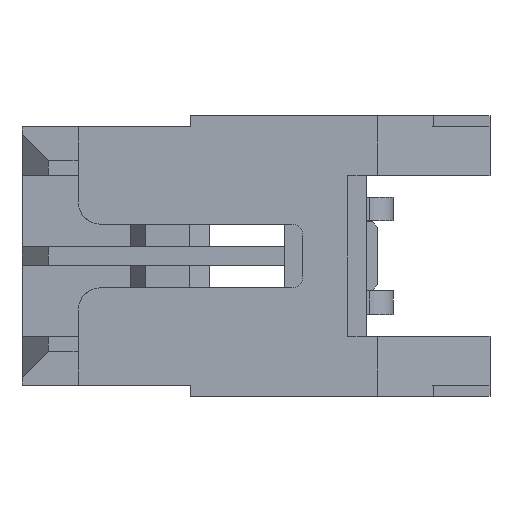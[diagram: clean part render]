
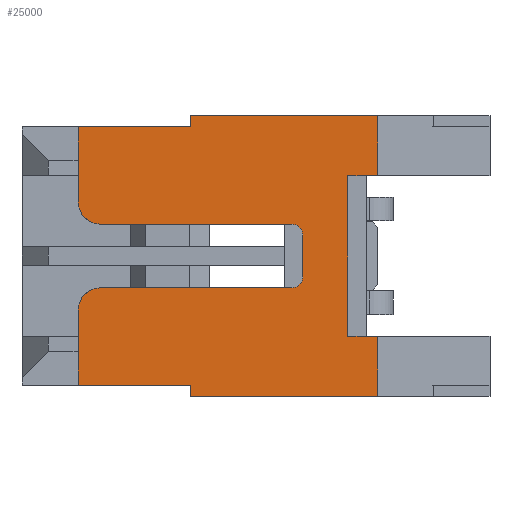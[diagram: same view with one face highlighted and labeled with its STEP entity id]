
A CAD part, left-side view. The second image highlights one B-rep face of the part: STEP entity #25000.
In plain terms, the highlighted planar face has unit normal (-1, 0, 0).
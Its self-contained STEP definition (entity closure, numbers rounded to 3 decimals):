
#6490=CARTESIAN_POINT('',(0.,16.,-10.02));
#6500=DIRECTION('',(-0.,-0.,-1.));
#6510=VECTOR('',#6500,1.);
#6520=LINE('',#6490,#6510);
#6530=CARTESIAN_POINT('',(0.,16.,15.));
#6540=VERTEX_POINT('',#6530);
#6550=CARTESIAN_POINT('',(0.,16.,14.7));
#6560=VERTEX_POINT('',#6550);
#6570=EDGE_CURVE('',#6540,#6560,#6520,.T.);
#7660=CARTESIAN_POINT('',(0.,11.8,20.6));
#7670=VERTEX_POINT('',#7660);
#7700=CARTESIAN_POINT('',(0.,-5.595,20.6));
#7710=DIRECTION('',(0.,1.,0.));
#7720=VECTOR('',#7710,1.);
#7730=LINE('',#7700,#7720);
#7740=CARTESIAN_POINT('',(0.,11.,20.6));
#7750=VERTEX_POINT('',#7740);
#7760=EDGE_CURVE('',#7750,#7670,#7730,.T.);
#13060=CARTESIAN_POINT('',(0.,18.4,17.6));
#13070=VERTEX_POINT('',#13060);
#13100=CARTESIAN_POINT('',(0.,18.4,17.));
#13110=DIRECTION('',(1.,-0.,-0.));
#13120=DIRECTION('',(0.,1.,0.));
#13130=AXIS2_PLACEMENT_3D('',#13100,#13110,#13120);
#13140=CIRCLE('',#13130,0.6);
#13150=CARTESIAN_POINT('',(0.,19.,17.));
#13160=VERTEX_POINT('',#13150);
#13170=EDGE_CURVE('',#13160,#13070,#13140,.T.);
#18210=CARTESIAN_POINT('',(0.,19.,19.9));
#18220=VERTEX_POINT('',#18210);
#18250=CARTESIAN_POINT('',(0.,18.4,19.9));
#18260=DIRECTION('',(-1.,0.,0.));
#18270=DIRECTION('',(0.,1.,0.));
#18280=AXIS2_PLACEMENT_3D('',#18250,#18260,#18270);
#18290=CIRCLE('',#18280,0.6);
#18300=CARTESIAN_POINT('',(0.,18.4,19.3));
#18310=VERTEX_POINT('',#18300);
#18320=EDGE_CURVE('',#18220,#18310,#18290,.T.);
#21620=CARTESIAN_POINT('',(0.,11.8,16.3));
#21630=VERTEX_POINT('',#21620);
#21660=CARTESIAN_POINT('',(0.,11.8,-10.02));
#21670=DIRECTION('',(0.,-0.,1.));
#21680=VECTOR('',#21670,1.);
#21690=LINE('',#21660,#21680);
#21700=EDGE_CURVE('',#21630,#7670,#21690,.T.);
#22010=CARTESIAN_POINT('',(0.,16.,21.9));
#22020=VERTEX_POINT('',#22010);
#22050=CARTESIAN_POINT('',(0.,-5.595,21.9))
;
#22060=DIRECTION('',(0.,1.,-0.));
#22070=VECTOR('',#22060,1.);
#22080=LINE('',#22050,#22070);
#22090=CARTESIAN_POINT('',(0.,19.,21.9));
#22100=VERTEX_POINT('',#22090);
#22110=EDGE_CURVE('',#22020,#22100,#22080,.T.);
#22860=CARTESIAN_POINT('',(0.,11.,22.2));
#22870=VERTEX_POINT('',#22860);
#23010=CARTESIAN_POINT('',(0.,11.,-10.02));
#23020=DIRECTION('',(-0.,0.,-1.));
#23030=VECTOR('',#23020,1.);
#23040=LINE('',#23010,#23030);
#23050=EDGE_CURVE('',#22870,#7750,#23040,.T.);
#23270=CARTESIAN_POINT('',(0.,16.,22.2));
#23280=VERTEX_POINT('',#23270);
#23310=CARTESIAN_POINT('',(0.,16.,-10.02));
#23320=DIRECTION('',(0.,0.,1.));
#23330=VECTOR('',#23320,1.);
#23340=LINE('',#23310,#23330);
#23350=EDGE_CURVE('',#22020,#23280,#23340,.T.);
#23650=CARTESIAN_POINT('',(0.,13.3,17.6));
#23660=VERTEX_POINT('',#23650);
#23690=CARTESIAN_POINT('',(0.,-5.595,17.6))
;
#23700=DIRECTION('',(0.,1.,-0.));
#23710=VECTOR('',#23700,1.);
#23720=LINE('',#23690,#23710);
#23730=EDGE_CURVE('',#23660,#13070,#23720,.T.);
#23980=CARTESIAN_POINT('',(0.,13.,17.9));
#23990=VERTEX_POINT('',#23980);
#24020=CARTESIAN_POINT('',(0.,13.3,17.9));
#24030=DIRECTION('',(1.,-0.,-0.));
#24040=DIRECTION('',(0.,1.,0.));
#24050=AXIS2_PLACEMENT_3D('',#24020,#24030,#24040);
#24060=CIRCLE('',#24050,0.3);
#24070=EDGE_CURVE('',#23990,#23660,#24060,.T.);
#24120=CARTESIAN_POINT('',(0.,19.2,14.512)
);
#24130=DIRECTION('',(-1.,0.,0.));
#24140=DIRECTION('',(0.,1.,0.));
#24150=AXIS2_PLACEMENT_3D('',#24120,#24130,#24140);
#24160=PLANE('',#24150);
#24170=CARTESIAN_POINT('',(0.,-5.595,16.3))
;
#24180=DIRECTION('',(0.,1.,-0.));
#24190=VECTOR('',#24180,1.);
#24200=LINE('',#24170,#24190);
#24210=CARTESIAN_POINT('',(0.,11.,16.3));
#24220=VERTEX_POINT('',#24210);
#24230=EDGE_CURVE('',#24220,#21630,#24200,.T.);
#24240=ORIENTED_EDGE('',*,*,#24230,.T.);
#24250=CARTESIAN_POINT('',(0.,11.,-10.02));
#24260=DIRECTION('',(0.,0.,1.));
#24270=VECTOR('',#24260,1.);
#24280=LINE('',#24250,#24270);
#24290=CARTESIAN_POINT('',(0.,11.,14.7));
#24300=VERTEX_POINT('',#24290);
#24310=EDGE_CURVE('',#24300,#24220,#24280,.T.);
#24320=ORIENTED_EDGE('',*,*,#24310,.T.);
#24330=CARTESIAN_POINT('',(0.,-5.595,14.7))
;
#24340=DIRECTION('',(0.,-1.,-0.));
#24350=VECTOR('',#24340,1.);
#24360=LINE('',#24330,#24350);
#24370=EDGE_CURVE('',#6560,#24300,#24360,.T.);
#24380=ORIENTED_EDGE('',*,*,#24370,.T.);
#24390=ORIENTED_EDGE('',*,*,#6570,.T.);
#24400=CARTESIAN_POINT('',(0.,-5.595,15.));
#24410=DIRECTION('',(-0.,1.,0.));
#24420=VECTOR('',#24410,1.);
#24430=LINE('',#24400,#24420);
#24440=CARTESIAN_POINT('',(0.,19.,15.));
#24450=VERTEX_POINT('',#24440);
#24460=EDGE_CURVE('',#6540,#24450,#24430,.T.);
#24470=ORIENTED_EDGE('',*,*,#24460,.F.);
#24480=CARTESIAN_POINT('',(0.,19.,-10.02));
#24490=DIRECTION('',(0.,0.,-1.));
#24500=VECTOR('',#24490,1.);
#24510=LINE('',#24480,#24500);
#24520=EDGE_CURVE('',#13160,#24450,#24510,.T.);
#24530=ORIENTED_EDGE('',*,*,#24520,.T.);
#24540=ORIENTED_EDGE('',*,*,#13170,.F.);
#24550=ORIENTED_EDGE('',*,*,#23730,.T.);
#24560=ORIENTED_EDGE('',*,*,#24070,.T.);
#24570=CARTESIAN_POINT('',(0.,13.,-10.02));
#24580=DIRECTION('',(-0.,-0.,1.));
#24590=VECTOR('',#24580,1.);
#24600=LINE('',#24570,#24590);
#24610=CARTESIAN_POINT('',(0.,13.,19.));
#24620=VERTEX_POINT('',#24610);
#24630=EDGE_CURVE('',#23990,#24620,#24600,.T.);
#24640=ORIENTED_EDGE('',*,*,#24630,.F.);
#24650=CARTESIAN_POINT('',(0.,13.3,19.));
#24660=DIRECTION('',(-1.,0.,0.));
#24670=DIRECTION('',(0.,1.,0.));
#24680=AXIS2_PLACEMENT_3D('',#24650,#24660,#24670);
#24690=CIRCLE('',#24680,0.3);
#24700=CARTESIAN_POINT('',(0.,13.3,19.3));
#24710=VERTEX_POINT('',#24700);
#24720=EDGE_CURVE('',#24620,#24710,#24690,.T.);
#24730=ORIENTED_EDGE('',*,*,#24720,.F.);
#24740=CARTESIAN_POINT('',(0.,-5.595,19.3))
;
#24750=DIRECTION('',(-0.,1.,0.));
#24760=VECTOR('',#24750,1.);
#24770=LINE('',#24740,#24760);
#24780=EDGE_CURVE('',#24710,#18310,#24770,.T.);
#24790=ORIENTED_EDGE('',*,*,#24780,.F.);
#24800=ORIENTED_EDGE('',*,*,#18320,.T.);
#24810=CARTESIAN_POINT('',(0.,19.,-10.02));
#24820=DIRECTION('',(-0.,-0.,1.));
#24830=VECTOR('',#24820,1.);
#24840=LINE('',#24810,#24830);
#24850=EDGE_CURVE('',#18220,#22100,#24840,.T.);
#24860=ORIENTED_EDGE('',*,*,#24850,.F.);
#24870=ORIENTED_EDGE('',*,*,#22110,.T.);
#24880=ORIENTED_EDGE('',*,*,#23350,.F.);
#24890=CARTESIAN_POINT('',(0.,-5.595,22.2))
;
#24900=DIRECTION('',(-0.,-1.,0.));
#24910=VECTOR('',#24900,1.);
#24920=LINE('',#24890,#24910);
#24930=EDGE_CURVE('',#23280,#22870,#24920,.T.);
#24940=ORIENTED_EDGE('',*,*,#24930,.F.);
#24950=ORIENTED_EDGE('',*,*,#23050,.F.);
#24960=ORIENTED_EDGE('',*,*,#7760,.F.);
#24970=ORIENTED_EDGE('',*,*,#21700,.T.);
#24980=EDGE_LOOP('',(#24970,#24960,#24950,#24940,#24880,#24870,#24860,
#24800,#24790,#24730,#24640,#24560,#24550,#24540,#24530,#24470,#24390,
#24380,#24320,#24240));
#24990=FACE_OUTER_BOUND('',#24980,.T.);
#25000=ADVANCED_FACE('',(#24990),#24160,.T.);
